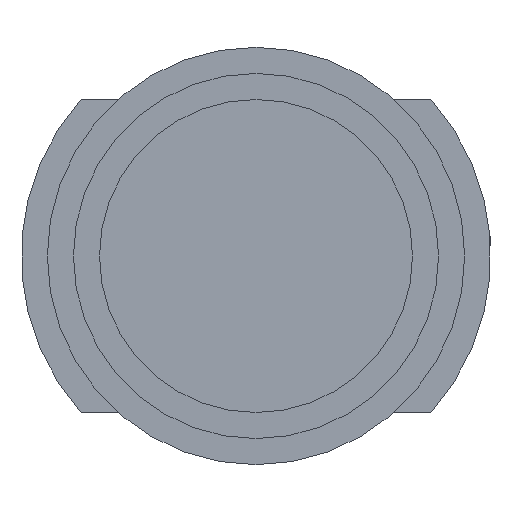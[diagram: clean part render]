
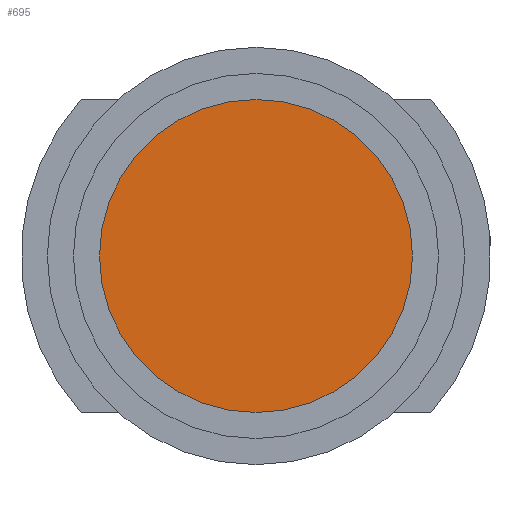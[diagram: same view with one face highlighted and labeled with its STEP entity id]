
A CAD part, front view. The second image highlights one B-rep face of the part: STEP entity #695.
In plain terms, the highlighted planar face has unit normal (0, -1, 0).
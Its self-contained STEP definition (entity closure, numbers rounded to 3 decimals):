
#531 = CYLINDRICAL_SURFACE('',#532,6.);
#532 = AXIS2_PLACEMENT_3D('',#533,#534,#535);
#533 = CARTESIAN_POINT('',(0.,-42.6,0.));
#534 = DIRECTION('',(0.,-1.,0.));
#535 = DIRECTION('',(0.,0.,1.));
#587 = VERTEX_POINT('',#588);
#588 = CARTESIAN_POINT('',(0.,-57.6,6.));
#609 = EDGE_CURVE('',#587,#587,#610,.T.);
#610 = SURFACE_CURVE('',#611,(#616,#623),.PCURVE_S1.);
#611 = CIRCLE('',#612,6.);
#612 = AXIS2_PLACEMENT_3D('',#613,#614,#615);
#613 = CARTESIAN_POINT('',(0.,-57.6,0.));
#614 = DIRECTION('',(0.,1.,0.));
#615 = DIRECTION('',(0.,0.,1.));
#616 = PCURVE('',#531,#617);
#617 = DEFINITIONAL_REPRESENTATION('',(#618),#622);
#618 = LINE('',#619,#620);
#619 = CARTESIAN_POINT('',(-0.,15.));
#620 = VECTOR('',#621,1.);
#621 = DIRECTION('',(-1.,0.));
#622 = ( GEOMETRIC_REPRESENTATION_CONTEXT(2) 
PARAMETRIC_REPRESENTATION_CONTEXT() REPRESENTATION_CONTEXT('2D SPACE',''
  ) );
#623 = PCURVE('',#624,#629);
#624 = PLANE('',#625);
#625 = AXIS2_PLACEMENT_3D('',#626,#627,#628);
#626 = CARTESIAN_POINT('',(0.,-57.6,0.));
#627 = DIRECTION('',(0.,1.,0.));
#628 = DIRECTION('',(0.,0.,1.));
#629 = DEFINITIONAL_REPRESENTATION('',(#630),#634);
#630 = CIRCLE('',#631,6.);
#631 = AXIS2_PLACEMENT_2D('',#632,#633);
#632 = CARTESIAN_POINT('',(0.,0.));
#633 = DIRECTION('',(1.,0.));
#634 = ( GEOMETRIC_REPRESENTATION_CONTEXT(2) 
PARAMETRIC_REPRESENTATION_CONTEXT() REPRESENTATION_CONTEXT('2D SPACE',''
  ) );
#695 = ADVANCED_FACE('',(#696),#624,.F.);
#696 = FACE_BOUND('',#697,.F.);
#697 = EDGE_LOOP('',(#698));
#698 = ORIENTED_EDGE('',*,*,#609,.T.);
